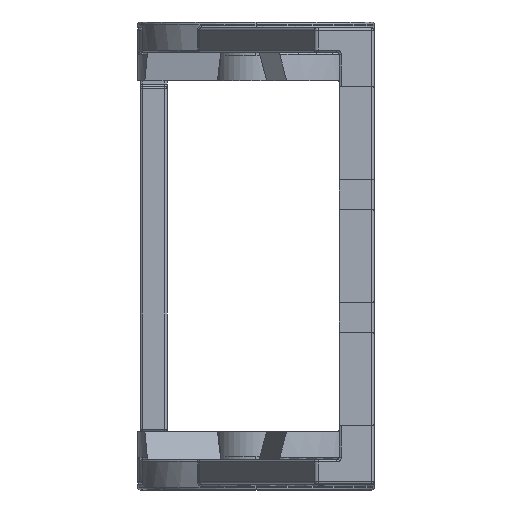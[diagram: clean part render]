
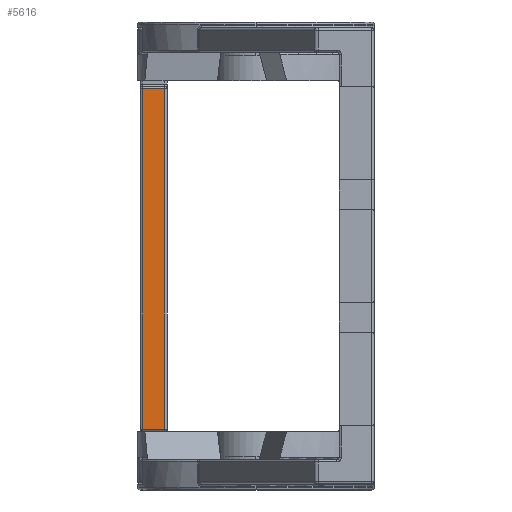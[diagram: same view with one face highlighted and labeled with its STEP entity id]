
A CAD part, left-side view. The second image highlights one B-rep face of the part: STEP entity #5616.
In plain terms, the highlighted planar face has unit normal (-1, 0, 0).
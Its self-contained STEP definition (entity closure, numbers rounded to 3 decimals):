
#495 = CARTESIAN_POINT ( 'NONE',  ( -40.408, 14.227, 37.705 ) ) ;
#1607 = VECTOR ( 'NONE', #20400, 1000. ) ;
#1755 = ORIENTED_EDGE ( 'NONE', *, *, #16613, .T. ) ;
#2790 = CARTESIAN_POINT ( 'NONE',  ( -40.408, 14.427, 66.805 ) ) ;
#2922 = DIRECTION ( 'NONE',  ( 0., 0., -1. ) ) ;
#4136 = VECTOR ( 'NONE', #2922, 1000. ) ;
#4892 = DIRECTION ( 'NONE',  ( 0., 1., 0. ) ) ;
#5616 = ADVANCED_FACE ( 'NONE', ( #20076 ), #7468, .F. ) ;
#5691 = VERTEX_POINT ( 'NONE', #495 ) ;
#5767 = DIRECTION ( 'NONE',  ( 0., 0., -1. ) ) ;
#5816 = ORIENTED_EDGE ( 'NONE', *, *, #20775, .T. ) ;
#6113 = CARTESIAN_POINT ( 'NONE',  ( -40.408, 12.127, 37.705 ) ) ;
#7072 = VECTOR ( 'NONE', #4892, 1000. ) ;
#7364 = CARTESIAN_POINT ( 'NONE',  ( -40.408, 14.077, 53.405 ) ) ;
#7425 = DIRECTION ( 'NONE',  ( 0., 0., 1. ) ) ;
#7468 = PLANE ( 'NONE',  #28201 ) ;
#8026 = LINE ( 'NONE', #6113, #1607 ) ;
#10018 = CARTESIAN_POINT ( 'NONE',  ( -40.408, 14.227, 52.505 ) ) ;
#10603 = LINE ( 'NONE', #10018, #4136 ) ;
#11105 = EDGE_CURVE ( 'NONE', #5691, #24699, #8026, .T. ) ;
#13302 = VECTOR ( 'NONE', #7425, 1000. ) ;
#16613 = EDGE_CURVE ( 'NONE', #24699, #27383, #19800, .T. ) ;
#16753 = DIRECTION ( 'NONE',  ( 1., 0., 0. ) ) ;
#16776 = CARTESIAN_POINT ( 'NONE',  ( -40.408, 12.327, 37.705 ) ) ;
#17793 = VERTEX_POINT ( 'NONE', #25376 ) ;
#18206 = ORIENTED_EDGE ( 'NONE', *, *, #11105, .T. ) ;
#19595 = CARTESIAN_POINT ( 'NONE',  ( -40.408, 12.327, 53.405 ) ) ;
#19800 = LINE ( 'NONE', #19595, #13302 ) ;
#20076 = FACE_OUTER_BOUND ( 'NONE', #22924, .T. ) ;
#20400 = DIRECTION ( 'NONE',  ( 0., -1., 0. ) ) ;
#20775 = EDGE_CURVE ( 'NONE', #17793, #5691, #10603, .T. ) ;
#22924 = EDGE_LOOP ( 'NONE', ( #5816, #18206, #1755, #29457 ) ) ;
#23856 = LINE ( 'NONE', #2790, #7072 ) ;
#24699 = VERTEX_POINT ( 'NONE', #16776 ) ;
#25376 = CARTESIAN_POINT ( 'NONE',  ( -40.408, 14.227, 66.805 ) ) ;
#27383 = VERTEX_POINT ( 'NONE', #29584 ) ;
#28201 = AXIS2_PLACEMENT_3D ( 'NONE', #7364, #16753, #5767 ) ;
#29457 = ORIENTED_EDGE ( 'NONE', *, *, #29750, .T. ) ;
#29584 = CARTESIAN_POINT ( 'NONE',  ( -40.408, 12.327, 66.805 ) ) ;
#29750 = EDGE_CURVE ( 'NONE', #27383, #17793, #23856, .T. ) ;
